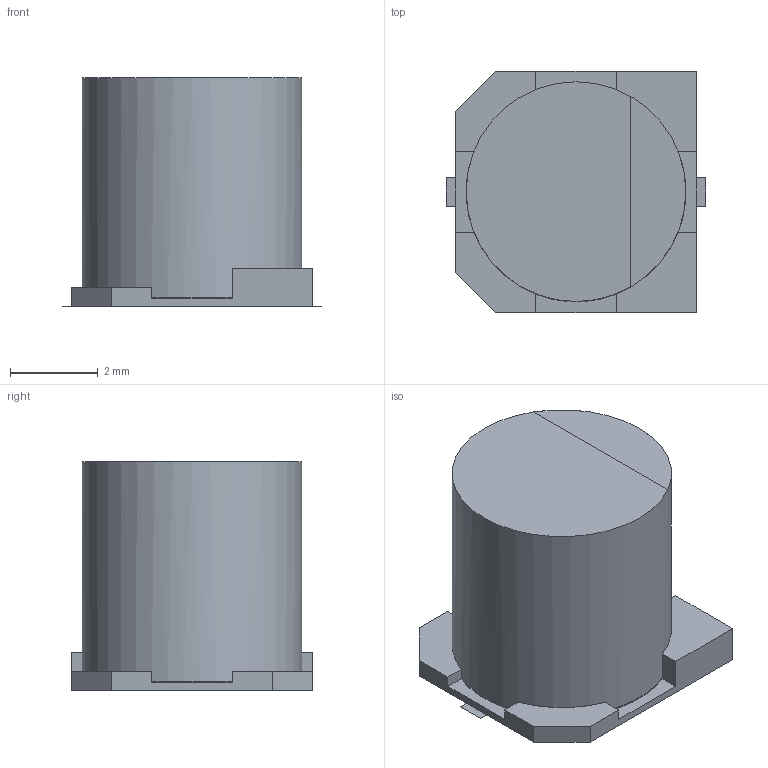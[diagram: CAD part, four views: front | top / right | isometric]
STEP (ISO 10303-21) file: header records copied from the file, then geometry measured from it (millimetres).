
FILE_DESCRIPTION(('Open CASCADE Model'),'2;1');
FILE_NAME('Open CASCADE Shape Model','2020-03-03T11:05:22',('Author'),( 'Open CASCADE'),'Open CASCADE STEP processor 6.8','Open CASCADE 6.8' ,'Unknown');
FILE_SCHEMA(('AUTOMOTIVE_DESIGN { 1 0 10303 214 1 1 1 1 }'));
Length unit declared in the file: millimetre
Products named in the file (10): PCB; Designator1; 5909112736; base; Open_CASCADE_STEP_translator_6.8_1.1.1; cylinder; Open_CASCADE_STEP_translator_6.8_1.2.1; mark; Open_CASCADE_STEP_translator_6.8_1.3.1; lead
Assembly tree (9 placements, depth 4):
  PCB
  Designator1
    5909112736
      base
        Open_CASCADE_STEP_translator_6.8_1.1.1
      cylinder
        Open_CASCADE_STEP_translator_6.8_1.2.1
      mark
        Open_CASCADE_STEP_translator_6.8_1.3.1
      lead  x2
Bounding box: 5.9 x 5.5 x 5.2 mm (x, y, z)
Volume: 107.4 mm3; surface area: 203.2 mm2
Topology: 4 solids, 5 shells, 66 faces, 156 edges, 100 vertices
Faces by surface type: plane 56, cylinder 10
Full cylindrical faces by diameter (mm): 4.375 x1, 5 x1
Entity records: 1938 total; most frequent: DIRECTION 323, CARTESIAN_POINT 306, ORIENTED_EDGE 285, EDGE_CURVE 144, AXIS2_PLACEMENT_3D 109, LINE 105, VECTOR 105, VERTEX_POINT 92
